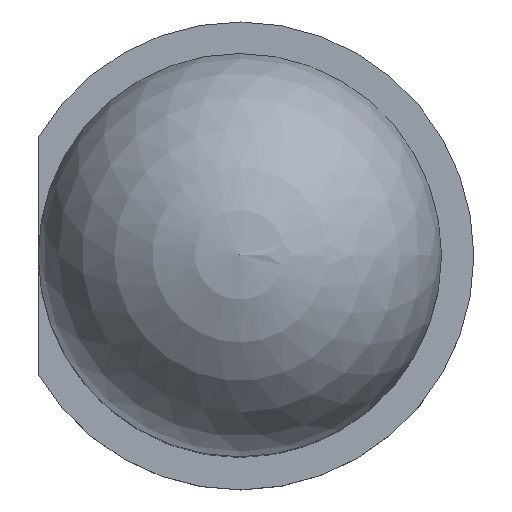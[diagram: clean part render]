
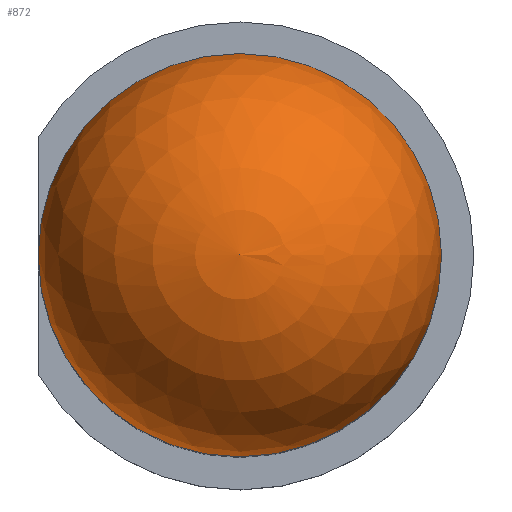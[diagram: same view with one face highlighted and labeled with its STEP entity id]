
A CAD part, top view. The second image highlights one B-rep face of the part: STEP entity #872.
In plain terms, the highlighted spherical face has radius 2.5 mm.
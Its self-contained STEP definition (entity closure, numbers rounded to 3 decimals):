
#52=SPHERICAL_SURFACE('',#987,2.5);
#73=CIRCLE('',#988,2.5);
#126=ORIENTED_EDGE('',*,*,#350,.T.);
#350=EDGE_CURVE('',#460,#460,#73,.T.);
#460=VERTEX_POINT('',#1394);
#692=EDGE_LOOP('',(#126));
#765=FACE_BOUND('',#692,.T.);
#872=ADVANCED_FACE('',(#765),#52,.T.);
#987=AXIS2_PLACEMENT_3D('',#1392,#1110,#1111);
#988=AXIS2_PLACEMENT_3D('',#1393,#1112,#1113);
#1110=DIRECTION('',(0.,0.,1.));
#1111=DIRECTION('',(1.,0.,0.));
#1112=DIRECTION('',(0.,0.,1.));
#1113=DIRECTION('',(1.,0.,0.));
#1392=CARTESIAN_POINT('',(0.,0.,0.));
#1393=CARTESIAN_POINT('',(0.,0.,0.));
#1394=CARTESIAN_POINT('',(2.5,0.,0.));
